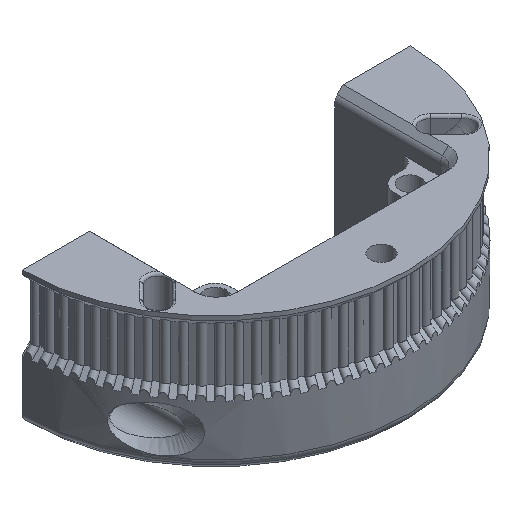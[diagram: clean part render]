
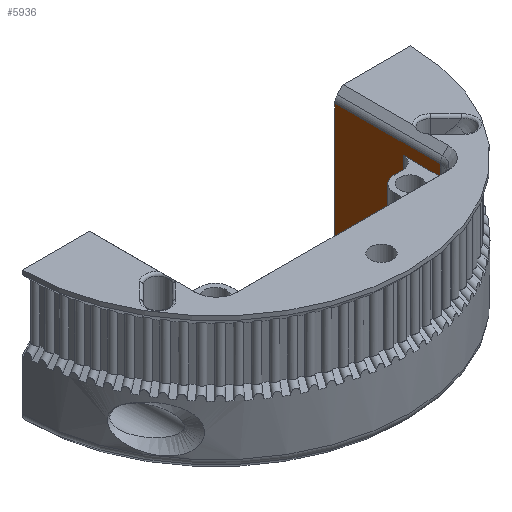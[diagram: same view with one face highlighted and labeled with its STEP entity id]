
A CAD part, isometric view. The second image highlights one B-rep face of the part: STEP entity #5936.
In plain terms, the highlighted planar face has unit normal (-1, 0, 0).
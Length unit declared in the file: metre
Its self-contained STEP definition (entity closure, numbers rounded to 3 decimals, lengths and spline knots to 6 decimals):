
#389=LINE('',#8388,#766);
#608=LINE('',#15205,#985);
#610=LINE('',#15213,#987);
#611=LINE('',#15215,#988);
#612=LINE('',#15217,#989);
#613=LINE('',#15219,#990);
#766=VECTOR('',#6786,1.);
#985=VECTOR('',#7639,1.);
#987=VECTOR('',#7647,1.);
#988=VECTOR('',#7648,1.);
#989=VECTOR('',#7649,1.);
#990=VECTOR('',#7650,1.);
#1158=PLANE('',#6448);
#2189=ORIENTED_EDGE('',*,*,#3666,.F.);
#2190=ORIENTED_EDGE('',*,*,#3667,.T.);
#2191=ORIENTED_EDGE('',*,*,#3668,.T.);
#2192=ORIENTED_EDGE('',*,*,#3669,.T.);
#2193=ORIENTED_EDGE('',*,*,#3662,.F.);
#2194=ORIENTED_EDGE('',*,*,#3087,.F.);
#3087=EDGE_CURVE('',#4013,#4014,#389,.T.);
#3662=EDGE_CURVE('',#4014,#4425,#608,.T.);
#3666=EDGE_CURVE('',#4428,#4013,#610,.T.);
#3667=EDGE_CURVE('',#4428,#4429,#611,.F.);
#3668=EDGE_CURVE('',#4429,#4430,#612,.T.);
#3669=EDGE_CURVE('',#4430,#4425,#613,.F.);
#4013=VERTEX_POINT('',#8387);
#4014=VERTEX_POINT('',#8389);
#4425=VERTEX_POINT('',#15206);
#4428=VERTEX_POINT('',#15214);
#4429=VERTEX_POINT('',#15216);
#4430=VERTEX_POINT('',#15218);
#5057=EDGE_LOOP('',(#2189,#2190,#2191,#2192,#2193,#2194));
#5413=FACE_BOUND('',#5057,.T.);
#5936=ADVANCED_FACE('',(#5413),#1158,.F.);
#6448=AXIS2_PLACEMENT_3D('',#15212,#7645,#7646);
#6786=DIRECTION('',(0.,1.,0.));
#7639=DIRECTION('',(0.,0.,-1.));
#7645=DIRECTION('',(1.,0.,0.));
#7646=DIRECTION('',(0.,1.,0.));
#7647=DIRECTION('',(0.,0.,-1.));
#7648=DIRECTION('',(0.,-1.,0.));
#7649=DIRECTION('',(0.,0.,-1.));
#7650=DIRECTION('',(0.,1.,0.));
#8387=CARTESIAN_POINT('',(-0.059723,0.18975,0.0275));
#8388=CARTESIAN_POINT('',(-0.059723,0.21545,0.0275));
#8389=CARTESIAN_POINT('',(-0.059723,0.1987,0.0275));
#15205=CARTESIAN_POINT('',(-0.059723,0.1987,0.009));
#15206=CARTESIAN_POINT('',(-0.059723,0.1987,0.002328));
#15212=CARTESIAN_POINT('',(-0.059723,0.1987,0.009));
#15213=CARTESIAN_POINT('',(-0.059723,0.18975,0.009));
#15214=CARTESIAN_POINT('',(-0.059723,0.18975,0.030172));
#15215=CARTESIAN_POINT('',(-0.059723,0.21525,0.030172));
#15216=CARTESIAN_POINT('',(-0.059723,0.21525,0.030172));
#15217=CARTESIAN_POINT('',(-0.059723,0.21525,0.01275));
#15218=CARTESIAN_POINT('',(-0.059723,0.21525,0.002328));
#15219=CARTESIAN_POINT('',(-0.059723,0.1987,0.002328));
